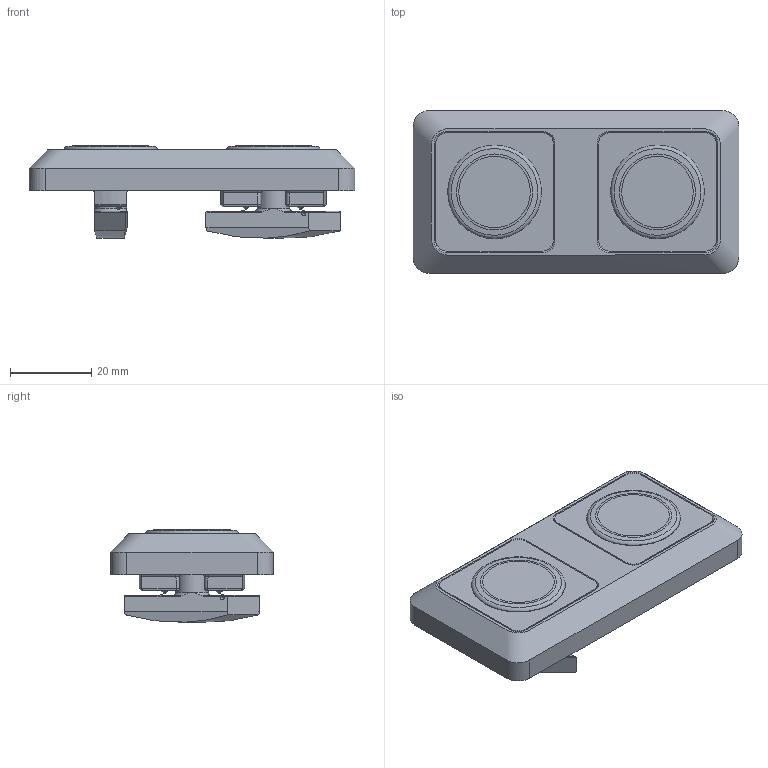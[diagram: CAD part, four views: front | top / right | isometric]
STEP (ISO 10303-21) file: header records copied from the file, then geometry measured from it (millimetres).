
FILE_DESCRIPTION(/* description */ ('STEP AP214'),/* implementation_level */ '2;1');
FILE_NAME(/* name */ '1025176.stp',/* time_stamp */ '2024-05-07T09:17:49+02:00',/* author */ ('b.steehouwer'),/* organization */ ('CADENAS'),/* preprocessor_version */ 'ST-DEVELOPER v18.1',/* originating_system */ 'Autodesk Inventor 2021',/* authorisation */ ' ');
FILE_SCHEMA (('AUTOMOTIVE_DESIGN { 1 0 10303 214 3 1 1 }'));
Length unit declared in the file: millimetre
Products named in the file (10): 1025176; 1025176-1; 1025176-2; 1025176-3; 1025176-4; 1025176-5; 1025176-6; 1025176-7; 1025176-8; 1025176-9
Assembly tree (9 placements, depth 2):
  1025176
    1025176-1
    1025176-2
    1025176-3
    1025176-4
    1025176-5
    1025176-6
    1025176-7
    1025176-8
    1025176-9
Bounding box: 80 x 40 x 22.67 mm (x, y, z)
Volume: 31533 mm3; surface area: 20719.4 mm2
Topology: 9 solids, 9 shells, 571 faces, 1454 edges, 905 vertices
Faces by surface type: plane 218, cylinder 142, torus 90, cone 74, bspline 35, sphere 12
Full cylindrical faces by diameter (mm): 5 x2, 5.1 x2, 6.647 x4, 8 x2, 26 x2
Entity records: 23471 total; most frequent: CARTESIAN_POINT 9336, ORIENTED_EDGE 2876, DIRECTION 2839, EDGE_CURVE 1438, AXIS2_PLACEMENT_3D 1121, VERTEX_POINT 905, EDGE_LOOP 599, LINE 597
